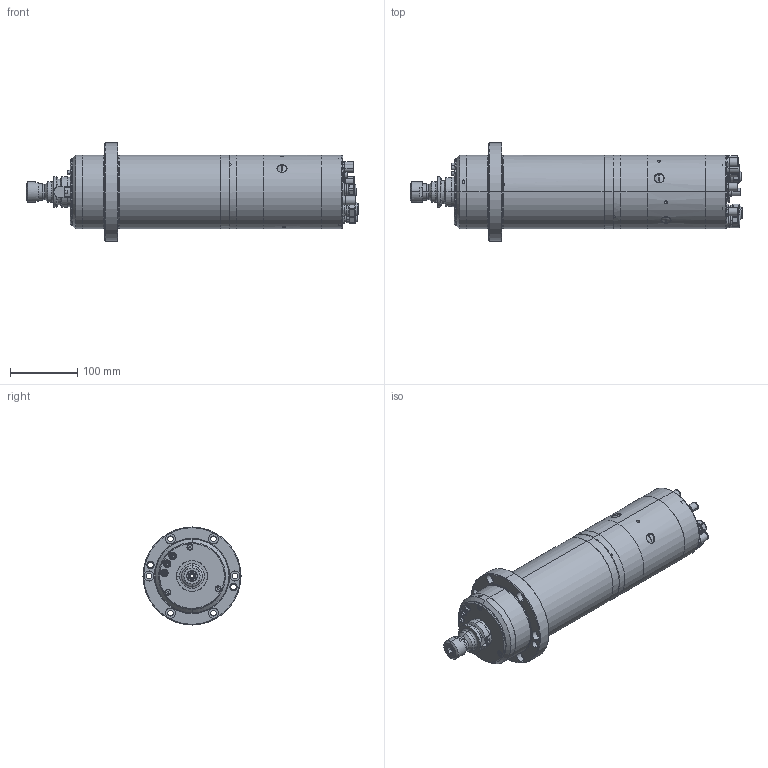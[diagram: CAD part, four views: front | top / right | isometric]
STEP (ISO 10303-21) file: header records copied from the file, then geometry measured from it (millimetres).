
FILE_DESCRIPTION (( 'STEP AP203' ), '1' );
FILE_NAME ('110A30BFH-01-.STEP', '2012-10-23T13:33:04', ( '' ), ( '' ), 'SwSTEP 2.0', 'SolidWorks 2012', '' );
FILE_SCHEMA (( 'CONFIG_CONTROL_DESIGN' ));
Length unit declared in the file: millimetre
Products named in the file (1): 110A30BFH-01-
Bounding box: 494.46 x 146 x 146 mm (x, y, z)
Surface area: 236357.1 mm2 (no closed solid volume)
Topology: 0 solids, 75 shells, 831 faces, 2600 edges, 1847 vertices
Faces by surface type: cylinder 353, plane 317, cone 104, torus 45, sphere 12
Entity records: 30601 total; most frequent: CARTESIAN_POINT 6814, DIRECTION 5398, ORIENTED_EDGE 4165, EDGE_CURVE 2577, AXIS2_PLACEMENT_3D 2130, VERTEX_POINT 1838, CIRCLE 1298, LINE 1138
